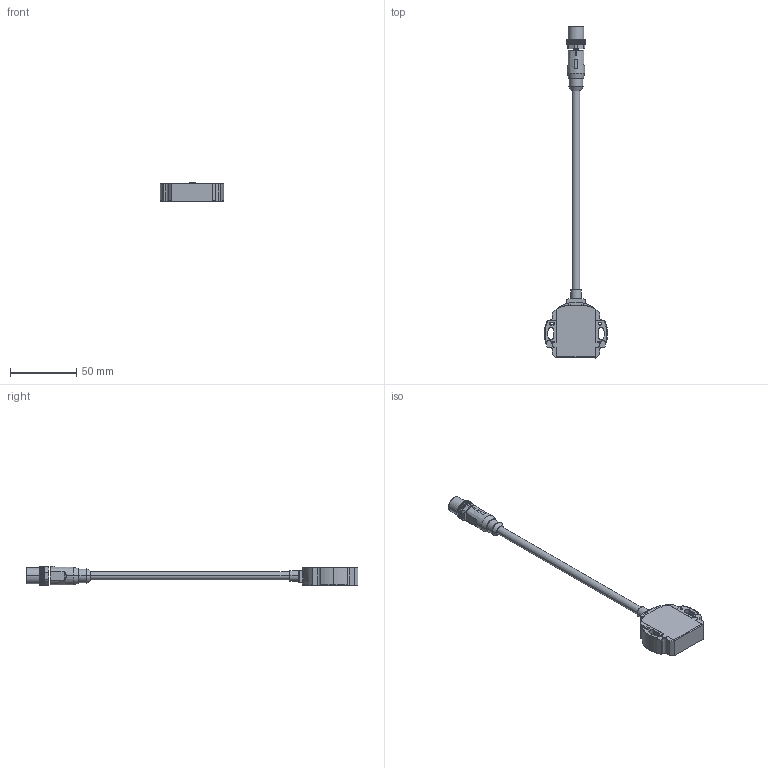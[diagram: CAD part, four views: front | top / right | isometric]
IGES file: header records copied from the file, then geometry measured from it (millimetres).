
Start section: SolidWorks IGES file using analytic representation for surfaces
Global section: file name: M12_Stecker_EA-Code_5_1.IGS; native system: SolidWorks 2017; preprocessor: SolidWorks 2017; author: thiel; date: 171122.151612; units: millimetre
Bounding box: 47.6 x 250 x 14.6 mm (x, y, z)
Surface area: 12017.6 mm2 (no closed solid volume)
Topology: 0 solids, 0 shells, 245 faces, 3101 edges, 3100 vertices
Faces by surface type: bspline 150, revolution 95
